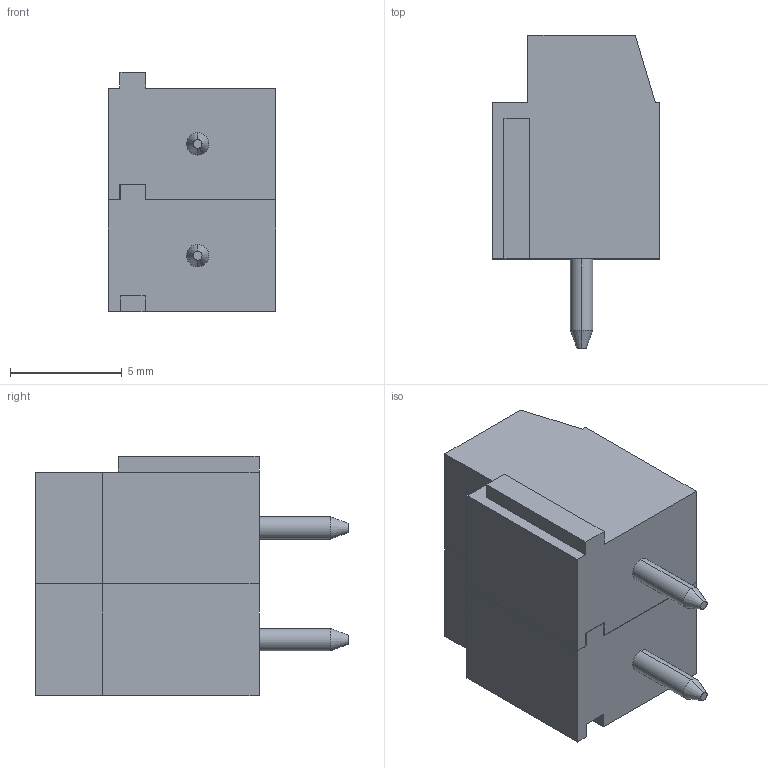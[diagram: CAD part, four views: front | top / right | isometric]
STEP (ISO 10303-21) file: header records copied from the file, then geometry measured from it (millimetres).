
FILE_DESCRIPTION (( 'STEP AP214' ), '1' );
FILE_NAME ('KRM02.STEP', '2015-04-06T09:51:16', ( '' ), ( '' ), 'SwSTEP 2.0', 'SolidWorks 2014', '' );
FILE_SCHEMA (( 'AUTOMOTIVE_DESIGN' ));
Length unit declared in the file: millimetre
Products named in the file (2): krm_Single; KRM02
Assembly tree (2 placements, depth 2):
  KRM02
    krm_Single  x2
Bounding box: 7.5 x 14 x 10.7 mm (x, y, z)
Volume: 573.2 mm3; surface area: 829.5 mm2
Topology: 2 solids, 2 shells, 90 faces, 238 edges, 156 vertices
Faces by surface type: plane 72, cylinder 10, cone 8
Entity records: 1899 total; most frequent: CARTESIAN_POINT 259, ORIENTED_EDGE 238, DIRECTION 235, EDGE_CURVE 119, VECTOR 95, LINE 95, VERTEX_POINT 78, AXIS2_PLACEMENT_3D 70
